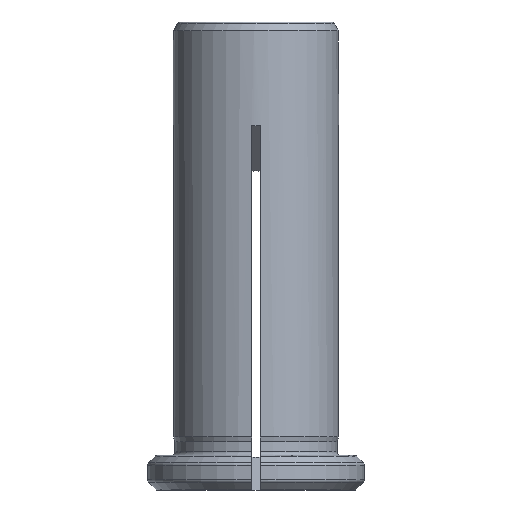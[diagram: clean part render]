
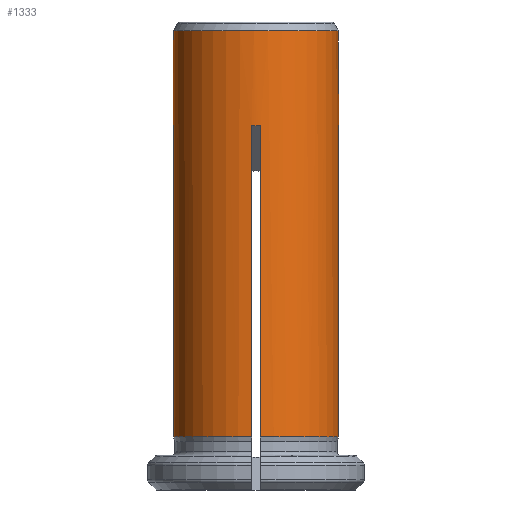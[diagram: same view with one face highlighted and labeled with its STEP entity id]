
A CAD part, front view. The second image highlights one B-rep face of the part: STEP entity #1333.
In plain terms, the highlighted cylindrical face has radius 9.525 mm (diameter 19.05 mm), a full revolution.
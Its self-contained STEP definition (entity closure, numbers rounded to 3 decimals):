
#160=ELLIPSE('',#1440,13.47,9.525);
#161=ELLIPSE('',#1442,13.47,9.525);
#162=ELLIPSE('',#1444,13.47,9.525);
#163=ELLIPSE('',#1446,13.47,9.525);
#184=LINE('',#2047,#252);
#185=LINE('',#2051,#253);
#186=LINE('',#2055,#254);
#187=LINE('',#2059,#255);
#188=LINE('',#2063,#256);
#189=LINE('',#2067,#257);
#190=LINE('',#2071,#258);
#191=LINE('',#2075,#259);
#252=VECTOR('',#1633,1000.);
#253=VECTOR('',#1636,1000.);
#254=VECTOR('',#1639,1000.);
#255=VECTOR('',#1642,1000.);
#256=VECTOR('',#1645,1000.);
#257=VECTOR('',#1648,1000.);
#258=VECTOR('',#1651,1000.);
#259=VECTOR('',#1654,1000.);
#351=ORIENTED_EDGE('',*,*,#775,.F.);
#352=ORIENTED_EDGE('',*,*,#776,.F.);
#353=ORIENTED_EDGE('',*,*,#777,.T.);
#354=ORIENTED_EDGE('',*,*,#778,.T.);
#355=ORIENTED_EDGE('',*,*,#779,.F.);
#356=ORIENTED_EDGE('',*,*,#780,.F.);
#357=ORIENTED_EDGE('',*,*,#781,.T.);
#358=ORIENTED_EDGE('',*,*,#782,.T.);
#359=ORIENTED_EDGE('',*,*,#783,.F.);
#360=ORIENTED_EDGE('',*,*,#784,.F.);
#361=ORIENTED_EDGE('',*,*,#785,.T.);
#362=ORIENTED_EDGE('',*,*,#786,.T.);
#363=ORIENTED_EDGE('',*,*,#787,.F.);
#364=ORIENTED_EDGE('',*,*,#788,.F.);
#365=ORIENTED_EDGE('',*,*,#789,.T.);
#366=ORIENTED_EDGE('',*,*,#790,.T.);
#367=ORIENTED_EDGE('',*,*,#791,.F.);
#775=EDGE_CURVE('',#985,#985,#1099,.F.);
#776=EDGE_CURVE('',#986,#987,#1100,.F.);
#777=EDGE_CURVE('',#986,#988,#184,.T.);
#778=EDGE_CURVE('',#988,#989,#160,.F.);
#779=EDGE_CURVE('',#990,#989,#185,.T.);
#780=EDGE_CURVE('',#991,#990,#1101,.F.);
#781=EDGE_CURVE('',#991,#992,#186,.T.);
#782=EDGE_CURVE('',#992,#993,#161,.F.);
#783=EDGE_CURVE('',#994,#993,#187,.T.);
#784=EDGE_CURVE('',#995,#994,#1102,.F.);
#785=EDGE_CURVE('',#995,#996,#188,.T.);
#786=EDGE_CURVE('',#996,#997,#162,.F.);
#787=EDGE_CURVE('',#998,#997,#189,.T.);
#788=EDGE_CURVE('',#999,#998,#1103,.F.);
#789=EDGE_CURVE('',#999,#1000,#190,.T.);
#790=EDGE_CURVE('',#1000,#1001,#163,.F.);
#791=EDGE_CURVE('',#987,#1001,#191,.T.);
#985=VERTEX_POINT('',#2043);
#986=VERTEX_POINT('',#2045);
#987=VERTEX_POINT('',#2046);
#988=VERTEX_POINT('',#2048);
#989=VERTEX_POINT('',#2050);
#990=VERTEX_POINT('',#2052);
#991=VERTEX_POINT('',#2054);
#992=VERTEX_POINT('',#2056);
#993=VERTEX_POINT('',#2058);
#994=VERTEX_POINT('',#2060);
#995=VERTEX_POINT('',#2062);
#996=VERTEX_POINT('',#2064);
#997=VERTEX_POINT('',#2066);
#998=VERTEX_POINT('',#2068);
#999=VERTEX_POINT('',#2070);
#1000=VERTEX_POINT('',#2072);
#1001=VERTEX_POINT('',#2074);
#1099=CIRCLE('',#1438,9.525);
#1100=CIRCLE('',#1439,9.525);
#1101=CIRCLE('',#1441,9.525);
#1102=CIRCLE('',#1443,9.525);
#1103=CIRCLE('',#1445,9.525);
#1156=EDGE_LOOP('',(#351));
#1157=EDGE_LOOP('',(#352,#353,#354,#355,#356,#357,#358,#359,#360,#361,#362,
#363,#364,#365,#366,#367));
#1240=FACE_BOUND('',#1156,.T.);
#1241=FACE_BOUND('',#1157,.T.);
#1319=CYLINDRICAL_SURFACE('',#1437,9.525);
#1333=ADVANCED_FACE('',(#1240,#1241),#1319,.T.);
#1437=AXIS2_PLACEMENT_3D('',#2041,#1627,#1628);
#1438=AXIS2_PLACEMENT_3D('',#2042,#1629,#1630);
#1439=AXIS2_PLACEMENT_3D('',#2044,#1631,#1632);
#1440=AXIS2_PLACEMENT_3D('',#2049,#1634,#1635);
#1441=AXIS2_PLACEMENT_3D('',#2053,#1637,#1638);
#1442=AXIS2_PLACEMENT_3D('',#2057,#1640,#1641);
#1443=AXIS2_PLACEMENT_3D('',#2061,#1643,#1644);
#1444=AXIS2_PLACEMENT_3D('',#2065,#1646,#1647);
#1445=AXIS2_PLACEMENT_3D('',#2069,#1649,#1650);
#1446=AXIS2_PLACEMENT_3D('',#2073,#1652,#1653);
#1627=DIRECTION('',(0.,0.,1.));
#1628=DIRECTION('',(1.,0.,0.));
#1629=DIRECTION('',(0.,0.,-1.));
#1630=DIRECTION('',(-1.,0.,0.));
#1631=DIRECTION('',(0.,0.,1.));
#1632=DIRECTION('',(1.,0.,0.));
#1633=DIRECTION('',(0.,0.,1.));
#1634=DIRECTION('',(0.,-0.707,-0.707));
#1635=DIRECTION('',(0.,-0.707,0.707));
#1636=DIRECTION('',(0.,0.,1.));
#1637=DIRECTION('',(0.,0.,1.));
#1638=DIRECTION('',(1.,0.,0.));
#1639=DIRECTION('',(0.,0.,1.));
#1640=DIRECTION('',(0.707,0.,-0.707));
#1641=DIRECTION('',(0.707,0.,0.707));
#1642=DIRECTION('',(0.,0.,1.));
#1643=DIRECTION('',(0.,0.,1.));
#1644=DIRECTION('',(1.,0.,0.));
#1645=DIRECTION('',(0.,0.,1.));
#1646=DIRECTION('',(0.,0.707,-0.707));
#1647=DIRECTION('',(0.,0.707,0.707));
#1648=DIRECTION('',(0.,0.,1.));
#1649=DIRECTION('',(0.,0.,1.));
#1650=DIRECTION('',(1.,0.,0.));
#1651=DIRECTION('',(0.,0.,1.));
#1652=DIRECTION('',(-0.707,0.,-0.707));
#1653=DIRECTION('',(-0.707,0.,0.707));
#1654=DIRECTION('',(0.,0.,1.));
#2041=CARTESIAN_POINT('',(0.,0.,60.));
#2042=CARTESIAN_POINT('',(0.,0.,48.973));
#2043=CARTESIAN_POINT('',(-9.525,0.,48.973));
#2044=CARTESIAN_POINT('',(0.,0.,2.127));
#2045=CARTESIAN_POINT('',(-0.5,-9.512,2.127));
#2046=CARTESIAN_POINT('',(-9.512,-0.5,2.127));
#2047=CARTESIAN_POINT('',(-0.5,-9.512,60.));
#2048=CARTESIAN_POINT('',(-0.5,-9.512,38.012));
#2049=CARTESIAN_POINT('',(0.,0.,28.5));
#2050=CARTESIAN_POINT('',(0.5,-9.512,38.012));
#2051=CARTESIAN_POINT('',(0.5,-9.512,60.));
#2052=CARTESIAN_POINT('',(0.5,-9.512,2.127));
#2053=CARTESIAN_POINT('',(0.,0.,2.127));
#2054=CARTESIAN_POINT('',(9.512,-0.5,2.127));
#2055=CARTESIAN_POINT('',(9.512,-0.5,60.));
#2056=CARTESIAN_POINT('',(9.512,-0.5,38.012));
#2057=CARTESIAN_POINT('',(0.,0.,28.5));
#2058=CARTESIAN_POINT('',(9.512,0.5,38.012));
#2059=CARTESIAN_POINT('',(9.512,0.5,60.));
#2060=CARTESIAN_POINT('',(9.512,0.5,2.127));
#2061=CARTESIAN_POINT('',(0.,0.,2.127));
#2062=CARTESIAN_POINT('',(0.5,9.512,2.127));
#2063=CARTESIAN_POINT('',(0.5,9.512,60.));
#2064=CARTESIAN_POINT('',(0.5,9.512,38.012));
#2065=CARTESIAN_POINT('',(0.,0.,28.5));
#2066=CARTESIAN_POINT('',(-0.5,9.512,38.012));
#2067=CARTESIAN_POINT('',(-0.5,9.512,60.));
#2068=CARTESIAN_POINT('',(-0.5,9.512,2.127));
#2069=CARTESIAN_POINT('',(0.,0.,2.127));
#2070=CARTESIAN_POINT('',(-9.512,0.5,2.127));
#2071=CARTESIAN_POINT('',(-9.512,0.5,60.));
#2072=CARTESIAN_POINT('',(-9.512,0.5,38.012));
#2073=CARTESIAN_POINT('',(0.,0.,28.5));
#2074=CARTESIAN_POINT('',(-9.512,-0.5,38.012));
#2075=CARTESIAN_POINT('',(-9.512,-0.5,60.));
